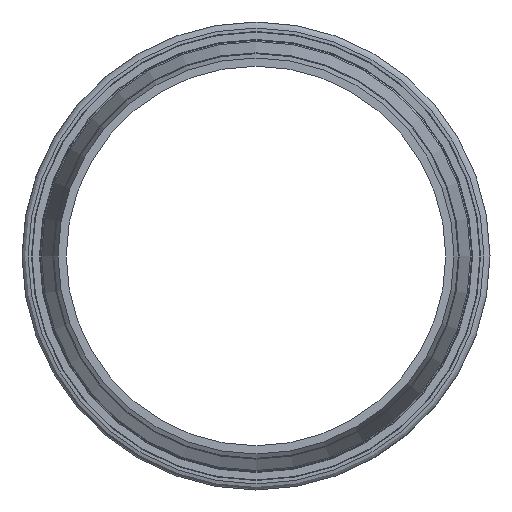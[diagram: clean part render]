
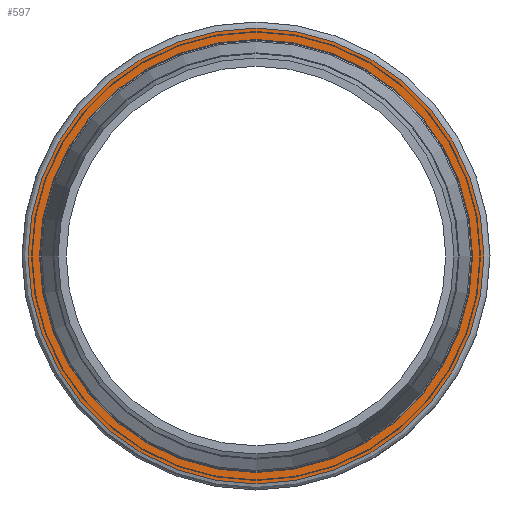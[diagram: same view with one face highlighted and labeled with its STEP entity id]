
A CAD part, front view. The second image highlights one B-rep face of the part: STEP entity #597.
In plain terms, the highlighted planar face has unit normal (0, -1, 0).
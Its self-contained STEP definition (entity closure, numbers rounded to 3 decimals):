
#34=FACE_BOUND('',#125,.T.);
#40=PLANE('',#723);
#82=FACE_OUTER_BOUND('',#124,.T.);
#124=EDGE_LOOP('',(#539));
#125=EDGE_LOOP('',(#540));
#227=CIRCLE('',#721,112.65);
#229=CIRCLE('',#724,107.);
#286=VERTEX_POINT('',#1132);
#287=VERTEX_POINT('',#1136);
#370=EDGE_CURVE('',#286,#286,#227,.T.);
#372=EDGE_CURVE('',#287,#287,#229,.T.);
#539=ORIENTED_EDGE('',*,*,#370,.T.);
#540=ORIENTED_EDGE('',*,*,#372,.F.);
#597=ADVANCED_FACE('',(#82,#34),#40,.T.);
#721=AXIS2_PLACEMENT_3D('',#1133,#943,#944);
#723=AXIS2_PLACEMENT_3D('',#1135,#947,#948);
#724=AXIS2_PLACEMENT_3D('',#1137,#949,#950);
#943=DIRECTION('center_axis',(0.,-1.,0.));
#944=DIRECTION('ref_axis',(1.,0.,0.));
#947=DIRECTION('center_axis',(0.,-1.,0.));
#948=DIRECTION('ref_axis',(0.,0.,-1.));
#949=DIRECTION('center_axis',(0.,-1.,0.));
#950=DIRECTION('ref_axis',(1.,0.,0.));
#1132=CARTESIAN_POINT('',(0.,6055.3,112.65));
#1133=CARTESIAN_POINT('Origin',(0.,6055.3,0.));
#1135=CARTESIAN_POINT('Origin',(-107.,6055.3,0.));
#1136=CARTESIAN_POINT('',(0.,6055.3,107.));
#1137=CARTESIAN_POINT('Origin',(0.,6055.3,0.));
